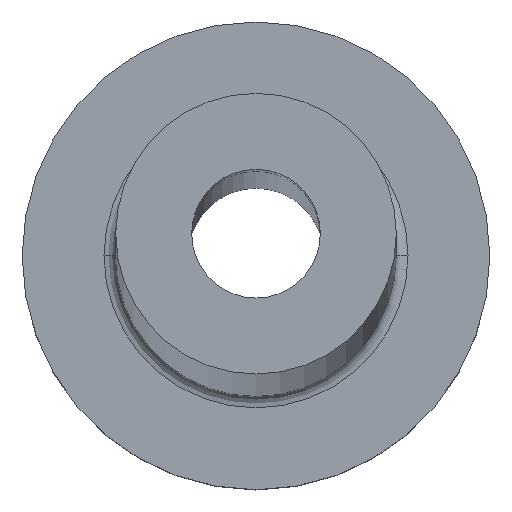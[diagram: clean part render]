
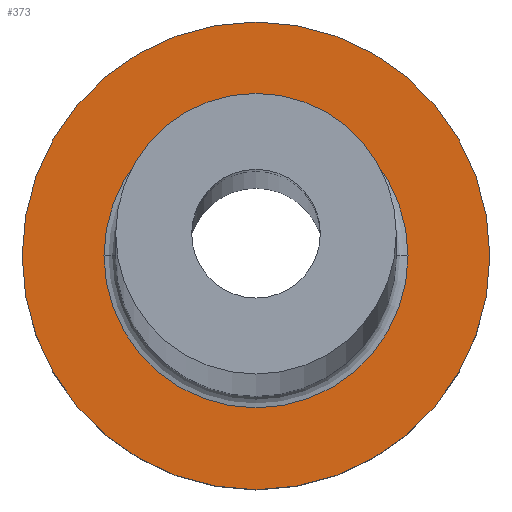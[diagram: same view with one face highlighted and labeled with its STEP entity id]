
A CAD part, top view. The second image highlights one B-rep face of the part: STEP entity #373.
In plain terms, the highlighted planar face has unit normal (0, 0, 1).
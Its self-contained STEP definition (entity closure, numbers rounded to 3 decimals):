
#1 = DIRECTION ( 'NONE',  ( 1., 0., 0. ) ) ;
#7 = PLANE ( 'NONE',  #419 ) ;
#9 = VERTEX_POINT ( 'NONE', #356 ) ;
#12 = DIRECTION ( 'NONE',  ( 1., 0., 0. ) ) ;
#18 = DIRECTION ( 'NONE',  ( 0., 0., 1. ) ) ;
#37 = CARTESIAN_POINT ( 'NONE',  ( 0., 0., 7. ) ) ;
#39 = CARTESIAN_POINT ( 'NONE',  ( 0., 0., 7. ) ) ;
#61 = AXIS2_PLACEMENT_3D ( 'NONE', #424, #389, #1 ) ;
#62 = DIRECTION ( 'NONE',  ( 1., 0., 0. ) ) ;
#63 = EDGE_CURVE ( 'NONE', #268, #143, #404, .T. ) ;
#78 = VERTEX_POINT ( 'NONE', #91 ) ;
#91 = CARTESIAN_POINT ( 'NONE',  ( 10., 0., 7. ) ) ;
#142 = DIRECTION ( 'NONE',  ( 0., 0., 1. ) ) ;
#143 = VERTEX_POINT ( 'NONE', #208 ) ;
#147 = EDGE_CURVE ( 'NONE', #143, #268, #455, .T. ) ;
#176 = DIRECTION ( 'NONE',  ( 0., 0., -1. ) ) ;
#179 = EDGE_LOOP ( 'NONE', ( #245, #413 ) ) ;
#182 = DIRECTION ( 'NONE',  ( 0., 0., -1. ) ) ;
#191 = ORIENTED_EDGE ( 'NONE', *, *, #63, .T. ) ;
#208 = CARTESIAN_POINT ( 'NONE',  ( -6.5, 0., 7. ) ) ;
#245 = ORIENTED_EDGE ( 'NONE', *, *, #275, .T. ) ;
#248 = AXIS2_PLACEMENT_3D ( 'NONE', #39, #182, #258 ) ;
#258 = DIRECTION ( 'NONE',  ( 1., 0., 0. ) ) ;
#268 = VERTEX_POINT ( 'NONE', #286 ) ;
#275 = EDGE_CURVE ( 'NONE', #9, #78, #387, .T. ) ;
#286 = CARTESIAN_POINT ( 'NONE',  ( 6.5, 0., 7. ) ) ;
#310 = AXIS2_PLACEMENT_3D ( 'NONE', #327, #18, #12 ) ;
#320 = FACE_OUTER_BOUND ( 'NONE', #179, .T. ) ;
#327 = CARTESIAN_POINT ( 'NONE',  ( 0., 0., 7. ) ) ;
#345 = CARTESIAN_POINT ( 'NONE',  ( 0., 0., 7. ) ) ;
#356 = CARTESIAN_POINT ( 'NONE',  ( -10., 0., 7. ) ) ;
#362 = DIRECTION ( 'NONE',  ( 1., 0., 0. ) ) ;
#370 = ORIENTED_EDGE ( 'NONE', *, *, #147, .T. ) ;
#373 = ADVANCED_FACE ( 'NONE', ( #383, #320 ), #7, .T. ) ;
#383 = FACE_BOUND ( 'NONE', #456, .T. ) ;
#387 = CIRCLE ( 'NONE', #61, 10. ) ;
#389 = DIRECTION ( 'NONE',  ( 0., 0., 1. ) ) ;
#404 = CIRCLE ( 'NONE', #248, 6.5 ) ;
#405 = EDGE_CURVE ( 'NONE', #78, #9, #439, .T. ) ;
#413 = ORIENTED_EDGE ( 'NONE', *, *, #405, .T. ) ;
#419 = AXIS2_PLACEMENT_3D ( 'NONE', #345, #142, #62 ) ;
#424 = CARTESIAN_POINT ( 'NONE',  ( 0., 0., 7. ) ) ;
#427 = AXIS2_PLACEMENT_3D ( 'NONE', #37, #176, #362 ) ;
#439 = CIRCLE ( 'NONE', #310, 10. ) ;
#455 = CIRCLE ( 'NONE', #427, 6.5 ) ;
#456 = EDGE_LOOP ( 'NONE', ( #191, #370 ) ) ;
